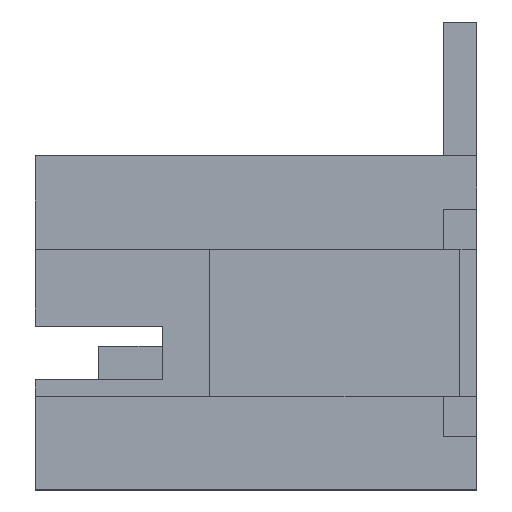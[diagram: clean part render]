
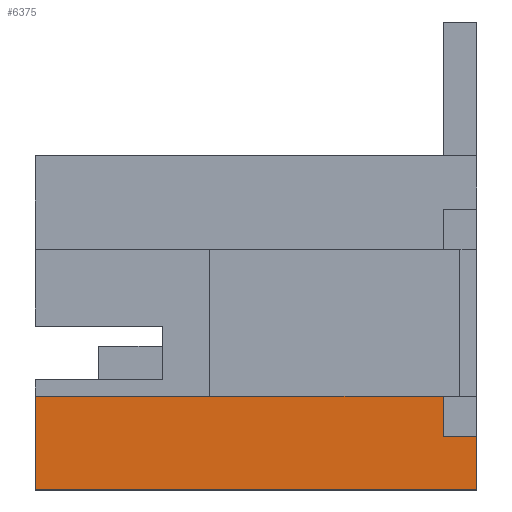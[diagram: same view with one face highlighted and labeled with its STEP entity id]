
A CAD part, left-side view. The second image highlights one B-rep face of the part: STEP entity #6375.
In plain terms, the highlighted planar face has unit normal (-1, 0, 0).
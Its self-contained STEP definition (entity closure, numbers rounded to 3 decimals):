
#357 = CARTESIAN_POINT ( 'NONE',  ( 0., 0., 5.975 ) ) ;
#388 = DIRECTION ( 'NONE',  ( 0., -1., 0. ) ) ;
#389 = VECTOR ( 'NONE', #388, 1000. ) ;
#390 = CARTESIAN_POINT ( 'NONE',  ( 0., 6.6, 5.975 ) ) ;
#391 = LINE ( 'NONE', #390, #389 ) ;
#515 = CARTESIAN_POINT ( 'NONE',  ( 0., 0., 6.775 ) ) ;
#4398 = LINE ( 'NONE', #6366, #4450 ) ;
#4407 = CARTESIAN_POINT ( 'NONE',  ( 0., 6.6, 7.375 ) ) ;
#4408 = DIRECTION ( 'NONE',  ( 0., 1., 0. ) ) ;
#4409 = VECTOR ( 'NONE', #4408, 1000. ) ;
#4410 = CARTESIAN_POINT ( 'NONE',  ( 0., 0., 7.375 ) ) ;
#4411 = LINE ( 'NONE', #4410, #4409 ) ;
#4412 = CARTESIAN_POINT ( 'NONE',  ( 0., 0.5, 7.375 ) ) ;
#4448 = CARTESIAN_POINT ( 'NONE',  ( 0., 6.6, 5.975 ) ) ;
#4449 = DIRECTION ( 'NONE',  ( 0., 0., -1. ) ) ;
#4450 = VECTOR ( 'NONE', #4449, 1000. ) ;
#4470 = DIRECTION ( 'NONE',  ( 0., 0., -1. ) ) ;
#4471 = VECTOR ( 'NONE', #4470, 1000. ) ;
#4472 = CARTESIAN_POINT ( 'NONE',  ( 0., 0.5, 6.775 ) ) ;
#4473 = LINE ( 'NONE', #4472, #4471 ) ;
#4511 = FACE_OUTER_BOUND ( 'NONE', #6364, .T. ) ;
#4522 = DIRECTION ( 'NONE',  ( 0., -1., 0. ) ) ;
#4523 = VECTOR ( 'NONE', #4522, 1000. ) ;
#4524 = CARTESIAN_POINT ( 'NONE',  ( 0., 0.5, 6.775 ) ) ;
#4525 = LINE ( 'NONE', #4524, #4523 ) ;
#4528 = CARTESIAN_POINT ( 'NONE',  ( 0., 0.5, 6.775 ) ) ;
#4553 = DIRECTION ( 'NONE',  ( 0., 0., 1. ) ) ;
#4554 = DIRECTION ( 'NONE',  ( -1., 0., 0. ) ) ;
#4555 = CARTESIAN_POINT ( 'NONE',  ( 0., 6.6, 5.975 ) ) ;
#4556 = AXIS2_PLACEMENT_3D ( 'NONE', #4555, #4554, #4553 ) ;
#4557 = PLANE ( 'NONE',  #4556 ) ;
#4661 = EDGE_CURVE ( 'NONE', #4834, #4894, #6223, .T. ) ;
#4834 = VERTEX_POINT ( 'NONE', #357 ) ;
#4846 = EDGE_CURVE ( 'NONE', #6308, #4834, #391, .T. ) ;
#4894 = VERTEX_POINT ( 'NONE', #515 ) ;
#6220 = DIRECTION ( 'NONE',  ( 0., 0., 1. ) ) ;
#6221 = VECTOR ( 'NONE', #6220, 1000. ) ;
#6222 = CARTESIAN_POINT ( 'NONE',  ( 0., 0., 10.975 ) ) ;
#6223 = LINE ( 'NONE', #6222, #6221 ) ;
#6251 = ORIENTED_EDGE ( 'NONE', *, *, #4846, .T. ) ;
#6252 = ORIENTED_EDGE ( 'NONE', *, *, #4661, .T. ) ;
#6254 = ORIENTED_EDGE ( 'NONE', *, *, #6297, .T. ) ;
#6255 = ORIENTED_EDGE ( 'NONE', *, *, #6307, .T. ) ;
#6296 = VERTEX_POINT ( 'NONE', #4412 ) ;
#6297 = EDGE_CURVE ( 'NONE', #6296, #6298, #4411, .T. ) ;
#6298 = VERTEX_POINT ( 'NONE', #4407 ) ;
#6307 = EDGE_CURVE ( 'NONE', #6298, #6308, #4398, .T. ) ;
#6308 = VERTEX_POINT ( 'NONE', #4448 ) ;
#6326 = EDGE_CURVE ( 'NONE', #6296, #6362, #4473, .T. ) ;
#6361 = ORIENTED_EDGE ( 'NONE', *, *, #6326, .F. ) ;
#6362 = VERTEX_POINT ( 'NONE', #4528 ) ;
#6364 = EDGE_LOOP ( 'NONE', ( #6367, #6361, #6254, #6255, #6251, #6252 ) ) ;
#6366 = CARTESIAN_POINT ( 'NONE',  ( 0., 6.6, 5.975 ) ) ;
#6367 = ORIENTED_EDGE ( 'NONE', *, *, #6368, .F. ) ;
#6368 = EDGE_CURVE ( 'NONE', #6362, #4894, #4525, .T. ) ;
#6375 = ADVANCED_FACE ( 'NONE', ( #4511 ), #4557, .T. ) ;
